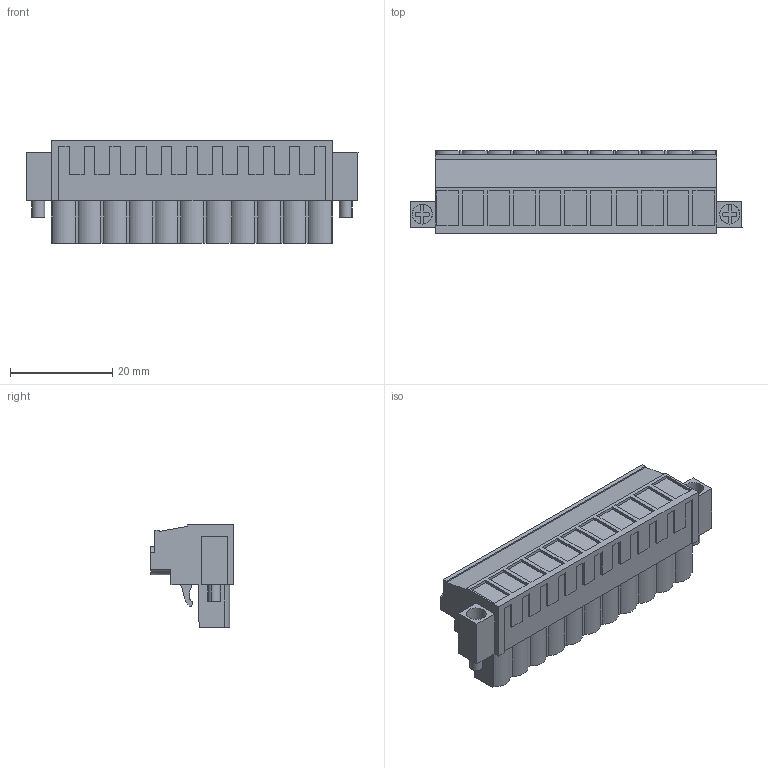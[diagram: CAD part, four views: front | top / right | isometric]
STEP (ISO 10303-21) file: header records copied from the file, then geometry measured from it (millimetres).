
FILE_DESCRIPTION(('CATIA V5 STEP Exchange','CAx-IF Rec.Pracs.--- Model Styling and Organization---1.2---2011-12-15'),'2;1');
FILE_NAME ('D1460345_0_1955710000_1955710000.stp','2017-05-31T12:25:01+00:00',('none'),('Weidmueller'),'CATIA Version 5-6 Release 2014','CATIA V5 STEP AP214','none');
FILE_SCHEMA(('AUTOMOTIVE_DESIGN { 1 0 10303 214 1 1 1 1 }'));
Length unit declared in the file: millimetre
Products named in the file (1): 1955710000
Bounding box: 64.8 x 16.1 x 20.1 mm (x, y, z)
Volume: 11342.8 mm3; surface area: 6710.8 mm2
Topology: 14 solids, 14 shells, 764 faces, 2160 edges, 1472 vertices
Faces by surface type: plane 615, cylinder 149
Entity records: 23317 total; most frequent: CARTESIAN_POINT 4439, ORIENTED_EDGE 4320, DIRECTION 3148, EDGE_CURVE 2160, VECTOR 1788, LINE 1788, VERTEX_POINT 1472, AXIS2_PLACEMENT_3D 846
